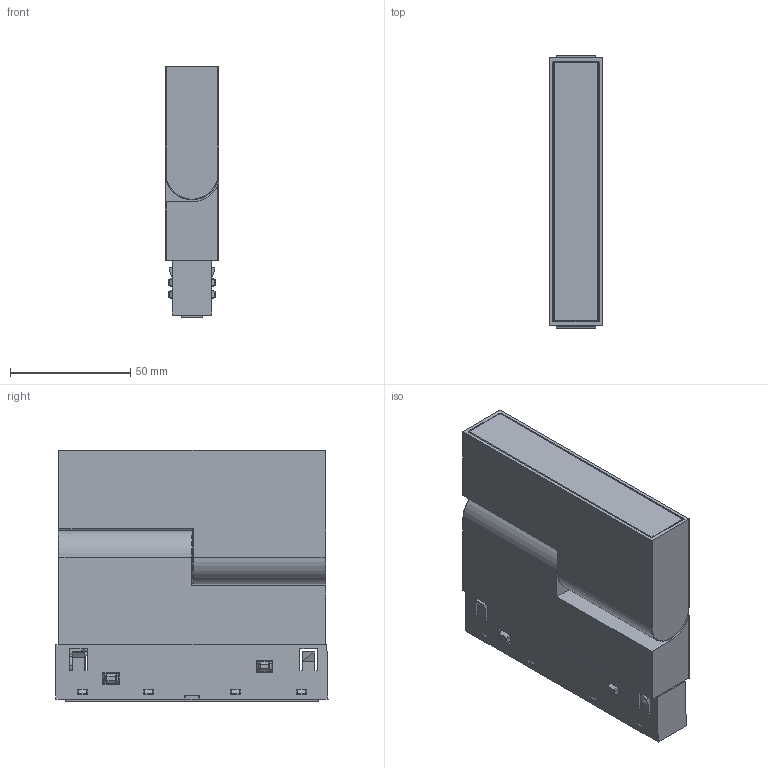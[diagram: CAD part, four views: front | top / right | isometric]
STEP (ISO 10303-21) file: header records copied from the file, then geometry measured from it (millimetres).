
FILE_DESCRIPTION (( 'STEP AP214' ), '1' );
FILE_NAME ('210-110.STEP', '2023-03-15T03:06:33', ( '微软用户' ), ( '微软中国' ), 'SwSTEP 2.0', 'SolidWorks 2018', '' );
FILE_SCHEMA (( 'AUTOMOTIVE_DESIGN' ));
Length unit declared in the file: millimetre
Products named in the file (29): 棠柲唅蛌結遠; 棠柲蛌唅挴誹; 棠柲唅蛌裔; 萇埭碟偌瑩; 絳萇肣え-B; 絳萇肣え-A; 傻遴萇埭碟狟裔; M3X4埴芛囀鞠褒蹟佪.; M3X6麥芛坋趼蹟佪; 210-110-C毀嫖祧; 203-110-奻腑极裔; 210-110-B毀嫖祧; 蛌粣B杶璃; 210-110-A毀嫖祧; TAOTONG; 203-110-PC欶; LUOSI; 6X3.2X0.5菜え; 蛌粣A; 20傻遴萇埭碟22.5.31; 203-110奻腑极; 磁吸驱动-普通款; 203-110狟腑极(3); 短款电源盒上盖组件; 210-110-嫖埭; 棠沺郪璃; 25X5X2棠沺; 210-110; 傻遴萇埭碟奻裔
Assembly tree (45 placements, depth 5):
  210-110
    210-110-嫖埭
    203-110狟腑极(3)
    203-110奻腑极
    蛌粣A
    蛌粣B杶璃
      LUOSI
      TAOTONG
    203-110-奻腑极裔
    M3X6麥芛坋趼蹟佪  x4
    M3X4埴芛囀鞠褒蹟佪.  x6
    20傻遴萇埭碟22.5.31
      傻遴萇埭碟狟裔
      絳萇肣え-A  x2
      絳萇肣え-B  x2
      萇埭碟偌瑩
      棠柲唅蛌裔
      棠柲蛌唅挴誹
      棠柲唅蛌結遠
      短款电源盒上盖组件
        傻遴萇埭碟奻裔
        棠沺郪璃  x2
          25X5X2棠沺
      磁吸驱动-普通款
    6X3.2X0.5菜え  x4
    203-110-PC欶
    210-110-A毀嫖祧  x2
    210-110-B毀嫖祧  x2
    210-110-C毀嫖祧  x2
Bounding box: 22.2 x 113 x 104.4 mm (x, y, z)
Volume: 99551.5 mm3; surface area: 109918.7 mm2
Topology: 41 solids, 49 shells, 2613 faces, 6676 edges, 4178 vertices
Faces by surface type: plane 1289, cylinder 579, bspline 500, cone 128, torus 66, sphere 51
Entity records: 86818 total; most frequent: CARTESIAN_POINT 33780, ORIENTED_EDGE 11542, DIRECTION 9423, EDGE_CURVE 5771, VERTEX_POINT 3671, LINE 3597, VECTOR 3597, AXIS2_PLACEMENT_3D 2913
